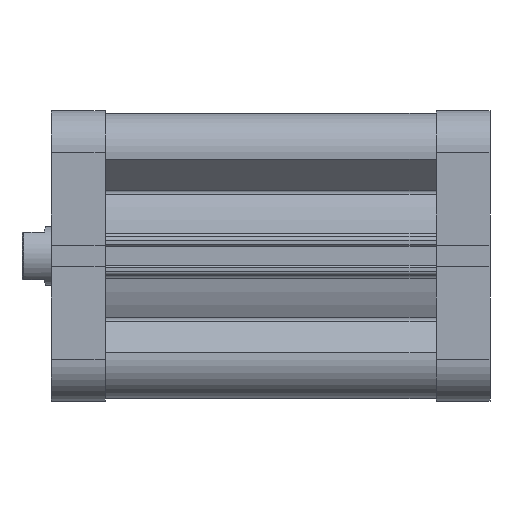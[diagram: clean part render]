
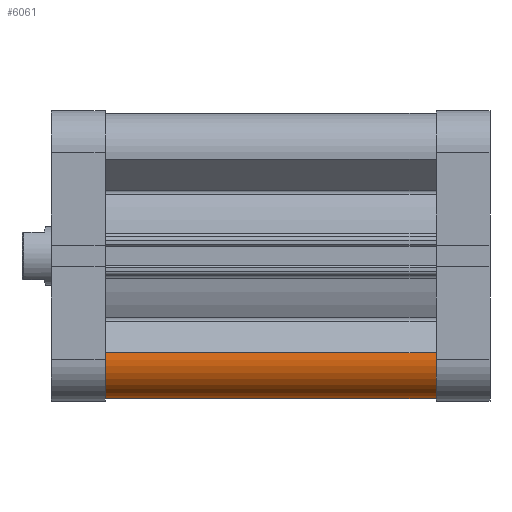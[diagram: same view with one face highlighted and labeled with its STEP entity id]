
A CAD part, front view. The second image highlights one B-rep face of the part: STEP entity #6061.
In plain terms, the highlighted cylindrical face has radius 10.75 mm (diameter 21.5 mm), a partial arc.
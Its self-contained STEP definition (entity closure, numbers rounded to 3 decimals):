
#749 = CARTESIAN_POINT ( 'NONE',  ( -28.25, -28.25, 0. ) ) ;
#750 = DIRECTION ( 'NONE',  ( 0., 0., 1. ) ) ;
#751 = DIRECTION ( 'NONE',  ( -1., 0., 0. ) ) ;
#755 = CARTESIAN_POINT ( 'NONE',  ( -39., -28.25, 90.5 ) ) ;
#760 = DIRECTION ( 'NONE',  ( 0., 0., -1. ) ) ;
#763 = CARTESIAN_POINT ( 'NONE',  ( -28.25, -28.25, 90.5 ) ) ;
#769 = DIRECTION ( 'NONE',  ( 0., 0., 1. ) ) ;
#770 = DIRECTION ( 'NONE',  ( -1., 0., 0. ) ) ;
#771 = CARTESIAN_POINT ( 'NONE',  ( -26.479, -38.853, 90.5 ) ) ;
#772 = DIRECTION ( 'NONE',  ( 0., 0., -1. ) ) ;
#1704 = LINE ( 'NONE', #755, #1711 ) ;
#1706 = CIRCLE ( 'NONE', #7083, 10.75 ) ;
#1711 = VECTOR ( 'NONE', #760, 1000. ) ;
#1716 = LINE ( 'NONE', #771, #1717 ) ;
#1717 = VECTOR ( 'NONE', #772, 1000. ) ;
#1719 = CIRCLE ( 'NONE', #7086, 10.75 ) ;
#3011 = ORIENTED_EDGE ( 'NONE', *, *, #9813, .F. ) ;
#3012 = ORIENTED_EDGE ( 'NONE', *, *, #9804, .T. ) ;
#3013 = ORIENTED_EDGE ( 'NONE', *, *, #9808, .T. ) ;
#3014 = ORIENTED_EDGE ( 'NONE', *, *, #9812, .F. ) ;
#3464 = EDGE_LOOP ( 'NONE', ( #3014, #3013, #3012, #3011 ) ) ;
#4208 = VERTEX_POINT ( 'NONE', #4760 ) ;
#4302 = VERTEX_POINT ( 'NONE', #4870 ) ;
#4316 = VERTEX_POINT ( 'NONE', #4895 ) ;
#4368 = VERTEX_POINT ( 'NONE', #4991 ) ;
#4760 = CARTESIAN_POINT ( 'NONE',  ( -39., -28.25, 90.5 ) ) ;
#4870 = CARTESIAN_POINT ( 'NONE',  ( -39., -28.25, 0. ) ) ;
#4895 = CARTESIAN_POINT ( 'NONE',  ( -26.479, -38.853, 90.5 ) ) ;
#4991 = CARTESIAN_POINT ( 'NONE',  ( -26.479, -38.853, 0. ) ) ;
#6061 = ADVANCED_FACE ( 'NONE', ( #7464 ), #7467, .T. ) ;
#6817 = AXIS2_PLACEMENT_3D ( 'NONE', #8600, #8599, #8598 ) ;
#7083 = AXIS2_PLACEMENT_3D ( 'NONE', #749, #750, #751 ) ;
#7086 = AXIS2_PLACEMENT_3D ( 'NONE', #763, #769, #770 ) ;
#7464 = FACE_OUTER_BOUND ( 'NONE', #3464, .T. ) ;
#7467 = CYLINDRICAL_SURFACE ( 'NONE', #6817, 10.75 ) ;
#8598 = DIRECTION ( 'NONE',  ( -1., 0., 0. ) ) ;
#8599 = DIRECTION ( 'NONE',  ( 0., 0., -1. ) ) ;
#8600 = CARTESIAN_POINT ( 'NONE',  ( -28.25, -28.25, 90.5 ) ) ;
#9804 = EDGE_CURVE ( 'NONE', #4302, #4368, #1706, .T. ) ;
#9808 = EDGE_CURVE ( 'NONE', #4208, #4302, #1704, .T. ) ;
#9812 = EDGE_CURVE ( 'NONE', #4208, #4316, #1719, .T. ) ;
#9813 = EDGE_CURVE ( 'NONE', #4316, #4368, #1716, .T. ) ;
